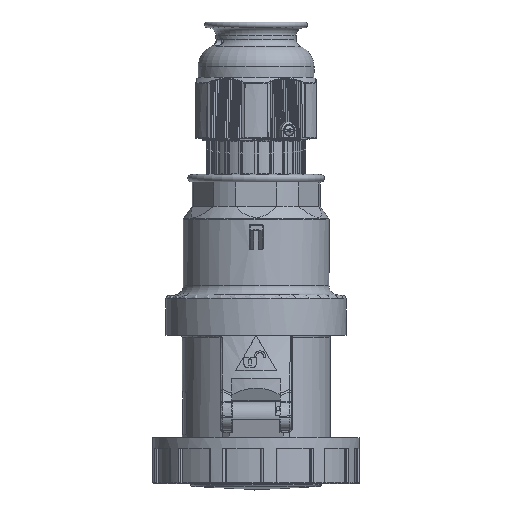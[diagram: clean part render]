
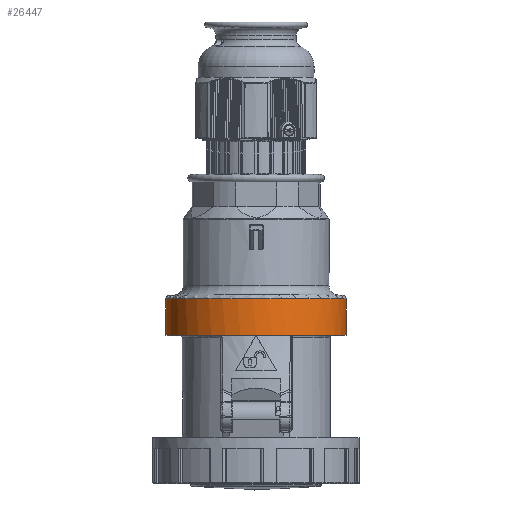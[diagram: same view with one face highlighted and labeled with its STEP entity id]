
A CAD part, top view. The second image highlights one B-rep face of the part: STEP entity #26447.
In plain terms, the highlighted cylindrical face has radius 48.25 mm (diameter 96.5 mm), a partial arc.
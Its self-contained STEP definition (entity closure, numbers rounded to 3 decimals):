
#1870=FACE_OUTER_BOUND('',#3340,.T.);
#3340=EDGE_LOOP('',(#18696,#18697,#18698,#18699,#18700));
#4645=B_SPLINE_CURVE_WITH_KNOTS('',3,(#42740,#42741,#42742,#42743,#42744,
#42745,#42746,#42747,#42748,#42749,#42750,#42751,#42752,#42753,#42754,#42755,
#42756,#42757,#42758,#42759,#42760,#42761,#42762,#42763,#42764,#42765,#42766,
#42767),.UNSPECIFIED.,.F.,.F.,(4,1,1,1,1,1,1,1,1,1,1,1,1,1,1,1,1,1,1,1,
1,1,1,1,1,4),(0.,0.067,0.133,
0.167,0.233,0.267,0.333,
0.367,0.433,0.467,0.533,
0.567,0.633,0.667,0.733,
0.767,0.833,0.867,0.933,
0.967,1.033,1.067,1.133,1.167,
1.233,1.262),.UNSPECIFIED.);
#4646=B_SPLINE_CURVE_WITH_KNOTS('',3,(#42768,#42769,#42770,#42771,#42772,
#42773,#42774,#42775,#42776,#42777,#42778,#42779,#42780,#42781,#42782,#42783,
#42784,#42785,#42786,#42787,#42788,#42789,#42790,#42791,#42792,#42793),
 .UNSPECIFIED.,.F.,.F.,(4,1,1,1,1,1,1,1,1,1,1,1,1,1,1,1,1,1,1,1,1,1,1,4),
(1.262,1.267,1.333,1.367,1.433,
1.467,1.533,1.567,1.633,1.667,
1.733,1.767,1.833,1.867,1.933,
1.967,2.033,2.067,2.133,2.167,
2.233,2.267,2.353,2.46),
 .UNSPECIFIED.);
#5457=CIRCLE('',#27714,48.25);
#5602=CIRCLE('',#28001,48.25);
#6438=LINE('',#36364,#8108);
#8108=VECTOR('',#29928,48.25);
#9778=VERTEX_POINT('',#36362);
#9779=VERTEX_POINT('',#36363);
#9782=VERTEX_POINT('',#36395);
#10593=VERTEX_POINT('',#41169);
#10861=VERTEX_POINT('',#42739);
#12352=EDGE_CURVE('',#9778,#9779,#6438,.T.);
#12910=EDGE_CURVE('',#9779,#9782,#5457,.T.);
#13354=EDGE_CURVE('',#9778,#10593,#5602,.T.);
#13795=EDGE_CURVE('',#9782,#10861,#4645,.T.);
#13796=EDGE_CURVE('',#10861,#10593,#4646,.T.);
#18696=ORIENTED_EDGE('',*,*,#12352,.T.);
#18697=ORIENTED_EDGE('',*,*,#12910,.T.);
#18698=ORIENTED_EDGE('',*,*,#13795,.T.);
#18699=ORIENTED_EDGE('',*,*,#13796,.T.);
#18700=ORIENTED_EDGE('',*,*,#13354,.F.);
#24447=CYLINDRICAL_SURFACE('',#28386,48.25);
#26447=ADVANCED_FACE('',(#1870),#24447,.T.);
#27714=AXIS2_PLACEMENT_3D('',#38789,#30662,#30663);
#28001=AXIS2_PLACEMENT_3D('',#41170,#31390,#31391);
#28386=AXIS2_PLACEMENT_3D('',#42738,#32338,#32339);
#29928=DIRECTION('',(0.,-1.,0.));
#30662=DIRECTION('center_axis',(0.,1.,0.));
#30663=DIRECTION('ref_axis',(-0.866,0.,0.5));
#31390=DIRECTION('center_axis',(0.,1.,0.));
#31391=DIRECTION('ref_axis',(1.,0.,0.));
#32338=DIRECTION('center_axis',(0.,1.,0.));
#32339=DIRECTION('ref_axis',(1.,0.,0.));
#36362=CARTESIAN_POINT('',(-52.507,54.327,-1.962));
#36363=CARTESIAN_POINT('',(-52.507,34.827,-1.962));
#36364=CARTESIAN_POINT('',(-52.507,45.077,-1.962));
#36395=CARTESIAN_POINT('',(-35.366,34.827,-38.845));
#38789=CARTESIAN_POINT('Origin',(-4.257,34.827,-1.962));
#41169=CARTESIAN_POINT('',(-22.592,54.327,-46.593));
#41170=CARTESIAN_POINT('Origin',(-4.257,54.327,-1.962));
#42738=CARTESIAN_POINT('Origin',(-4.257,45.077,-1.963));
#42739=CARTESIAN_POINT('',(-29.116,44.827,-43.316));
#42740=CARTESIAN_POINT('Ctrl Pts',(-35.366,34.827,-38.845));
#42741=CARTESIAN_POINT('Ctrl Pts',(-35.262,35.003,-38.933));
#42742=CARTESIAN_POINT('Ctrl Pts',(-35.054,35.355,-39.106));
#42743=CARTESIAN_POINT('Ctrl Pts',(-34.792,35.796,-39.321));
#42744=CARTESIAN_POINT('Ctrl Pts',(-34.529,36.236,-39.535));
#42745=CARTESIAN_POINT('Ctrl Pts',(-34.318,36.588,-39.704));
#42746=CARTESIAN_POINT('Ctrl Pts',(-34.052,37.029,-39.914));
#42747=CARTESIAN_POINT('Ctrl Pts',(-33.839,37.381,-40.081));
#42748=CARTESIAN_POINT('Ctrl Pts',(-33.57,37.821,-40.288));
#42749=CARTESIAN_POINT('Ctrl Pts',(-33.355,38.174,-40.452));
#42750=CARTESIAN_POINT('Ctrl Pts',(-33.084,38.614,-40.655));
#42751=CARTESIAN_POINT('Ctrl Pts',(-32.866,38.966,-40.817));
#42752=CARTESIAN_POINT('Ctrl Pts',(-32.592,39.407,-41.016));
#42753=CARTESIAN_POINT('Ctrl Pts',(-32.373,39.759,-41.175));
#42754=CARTESIAN_POINT('Ctrl Pts',(-32.097,40.199,-41.371));
#42755=CARTESIAN_POINT('Ctrl Pts',(-31.875,40.551,-41.527));
#42756=CARTESIAN_POINT('Ctrl Pts',(-31.596,40.992,-41.72));
#42757=CARTESIAN_POINT('Ctrl Pts',(-31.373,41.344,-41.873));
#42758=CARTESIAN_POINT('Ctrl Pts',(-31.092,41.784,-42.062));
#42759=CARTESIAN_POINT('Ctrl Pts',(-30.866,42.137,-42.212));
#42760=CARTESIAN_POINT('Ctrl Pts',(-30.583,42.577,-42.398));
#42761=CARTESIAN_POINT('Ctrl Pts',(-30.356,42.929,-42.545));
#42762=CARTESIAN_POINT('Ctrl Pts',(-30.07,43.37,-42.728));
#42763=CARTESIAN_POINT('Ctrl Pts',(-29.841,43.722,-42.872));
#42764=CARTESIAN_POINT('Ctrl Pts',(-29.553,44.162,-43.051));
#42765=CARTESIAN_POINT('Ctrl Pts',(-29.33,44.501,-43.187));
#42766=CARTESIAN_POINT('Ctrl Pts',(-29.165,44.752,-43.286));
#42767=CARTESIAN_POINT('Ctrl Pts',(-29.116,44.827,-43.316));
#42768=CARTESIAN_POINT('Ctrl Pts',(-29.116,44.827,-43.316));
#42769=CARTESIAN_POINT('Ctrl Pts',(-29.107,44.84,-43.321));
#42770=CARTESIAN_POINT('Ctrl Pts',(-28.982,45.03,-43.396));
#42771=CARTESIAN_POINT('Ctrl Pts',(-28.799,45.307,-43.505));
#42772=CARTESIAN_POINT('Ctrl Pts',(-28.506,45.748,-43.677));
#42773=CARTESIAN_POINT('Ctrl Pts',(-28.272,46.1,-43.812));
#42774=CARTESIAN_POINT('Ctrl Pts',(-27.977,46.54,-43.98));
#42775=CARTESIAN_POINT('Ctrl Pts',(-27.741,46.892,-44.112));
#42776=CARTESIAN_POINT('Ctrl Pts',(-27.445,47.333,-44.276));
#42777=CARTESIAN_POINT('Ctrl Pts',(-27.207,47.685,-44.406));
#42778=CARTESIAN_POINT('Ctrl Pts',(-26.908,48.125,-44.566));
#42779=CARTESIAN_POINT('Ctrl Pts',(-26.668,48.478,-44.692));
#42780=CARTESIAN_POINT('Ctrl Pts',(-26.368,48.918,-44.849));
#42781=CARTESIAN_POINT('Ctrl Pts',(-26.127,49.27,-44.972));
#42782=CARTESIAN_POINT('Ctrl Pts',(-25.824,49.711,-45.124));
#42783=CARTESIAN_POINT('Ctrl Pts',(-25.581,50.063,-45.245));
#42784=CARTESIAN_POINT('Ctrl Pts',(-25.277,50.503,-45.394));
#42785=CARTESIAN_POINT('Ctrl Pts',(-25.033,50.856,-45.511));
#42786=CARTESIAN_POINT('Ctrl Pts',(-24.727,51.296,-45.656));
#42787=CARTESIAN_POINT('Ctrl Pts',(-24.481,51.648,-45.77));
#42788=CARTESIAN_POINT('Ctrl Pts',(-24.173,52.089,-45.911));
#42789=CARTESIAN_POINT('Ctrl Pts',(-23.926,52.441,-46.022));
#42790=CARTESIAN_POINT('Ctrl Pts',(-23.579,52.934,-46.176));
#42791=CARTESIAN_POINT('Ctrl Pts',(-23.156,53.533,-46.359));
#42792=CARTESIAN_POINT('Ctrl Pts',(-22.793,54.045,-46.511));
#42793=CARTESIAN_POINT('Ctrl Pts',(-22.592,54.327,-46.593));
